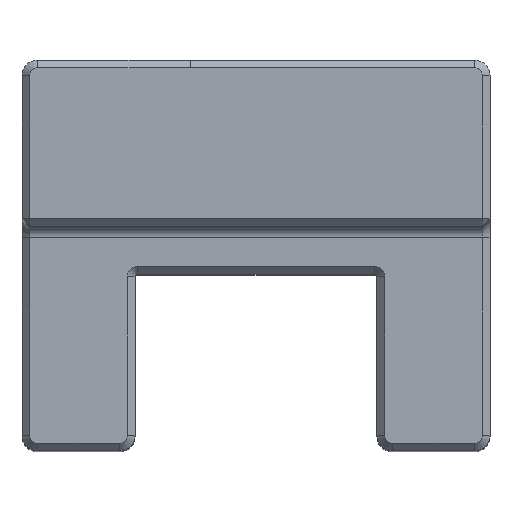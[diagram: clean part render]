
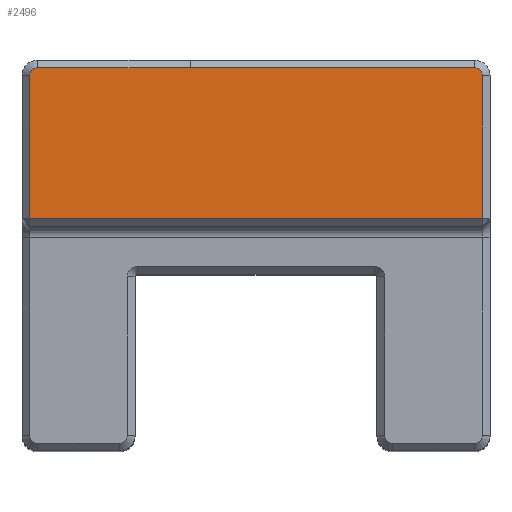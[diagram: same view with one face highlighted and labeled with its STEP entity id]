
A CAD part, top view. The second image highlights one B-rep face of the part: STEP entity #2496.
In plain terms, the highlighted planar face has unit normal (0, 0, 1).
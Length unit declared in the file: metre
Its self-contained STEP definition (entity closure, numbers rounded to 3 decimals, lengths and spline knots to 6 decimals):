
#79=CIRCLE('',#2683,0.0003);
#80=CIRCLE('',#2684,0.0003);
#251=ORIENTED_EDGE('',*,*,#971,.T.);
#252=ORIENTED_EDGE('',*,*,#972,.T.);
#253=ORIENTED_EDGE('',*,*,#973,.F.);
#254=ORIENTED_EDGE('',*,*,#974,.F.);
#255=ORIENTED_EDGE('',*,*,#975,.F.);
#256=ORIENTED_EDGE('',*,*,#976,.F.);
#257=ORIENTED_EDGE('',*,*,#977,.T.);
#971=EDGE_CURVE('',#1323,#1324,#79,.F.);
#972=EDGE_CURVE('',#1324,#1325,#1541,.T.);
#973=EDGE_CURVE('',#1326,#1325,#1542,.T.);
#974=EDGE_CURVE('',#1327,#1326,#1543,.T.);
#975=EDGE_CURVE('',#1328,#1327,#80,.F.);
#976=EDGE_CURVE('',#1329,#1328,#1544,.T.);
#977=EDGE_CURVE('',#1329,#1323,#1545,.T.);
#1323=VERTEX_POINT('',#3822);
#1324=VERTEX_POINT('',#3823);
#1325=VERTEX_POINT('',#3825);
#1326=VERTEX_POINT('',#3827);
#1327=VERTEX_POINT('',#3829);
#1328=VERTEX_POINT('',#3831);
#1329=VERTEX_POINT('',#3833);
#1541=LINE('',#3824,#1849);
#1542=LINE('',#3826,#1850);
#1543=LINE('',#3828,#1851);
#1544=LINE('',#3832,#1852);
#1545=LINE('',#3834,#1853);
#1849=VECTOR('',#3034,1.);
#1850=VECTOR('',#3035,1.);
#1851=VECTOR('',#3036,1.);
#1852=VECTOR('',#3039,1.);
#1853=VECTOR('',#3040,1.);
#2084=EDGE_LOOP('',(#251,#252,#253,#254,#255,#256,#257));
#2240=FACE_BOUND('',#2084,.T.);
#2382=PLANE('',#2682);
#2496=ADVANCED_FACE('',(#2240),#2382,.F.);
#2682=AXIS2_PLACEMENT_3D('',#3820,#3030,#3031);
#2683=AXIS2_PLACEMENT_3D('',#3821,#3032,#3033);
#2684=AXIS2_PLACEMENT_3D('',#3830,#3037,#3038);
#3030=DIRECTION('',(0.,0.,-1.));
#3031=DIRECTION('',(0.,1.,0.));
#3032=DIRECTION('',(0.,0.,-1.));
#3033=DIRECTION('',(0.,1.,0.));
#3034=DIRECTION('',(0.,-1.,0.));
#3035=DIRECTION('',(-1.,0.,0.));
#3036=DIRECTION('',(0.,-1.,0.));
#3037=DIRECTION('',(0.,0.,1.));
#3038=DIRECTION('',(0.,1.,0.));
#3039=DIRECTION('',(1.,0.,0.));
#3040=DIRECTION('',(-1.,0.,0.));
#3820=CARTESIAN_POINT('',(-0.009,0.0086,0.));
#3821=CARTESIAN_POINT('',(-0.0084,0.0144,0.));
#3822=CARTESIAN_POINT('',(-0.0084,0.0147,0.));
#3823=CARTESIAN_POINT('',(-0.0087,0.0144,0.));
#3824=CARTESIAN_POINT('',(-0.0087,0.0086,0.));
#3825=CARTESIAN_POINT('',(-0.0087,0.0089,0.));
#3826=CARTESIAN_POINT('',(-0.009,0.0089,0.));
#3827=CARTESIAN_POINT('',(0.0087,0.0089,0.));
#3828=CARTESIAN_POINT('',(0.0087,0.0086,0.));
#3829=CARTESIAN_POINT('',(0.0087,0.0144,0.));
#3830=CARTESIAN_POINT('',(0.0084,0.0144,0.));
#3831=CARTESIAN_POINT('',(0.0084,0.0147,0.));
#3832=CARTESIAN_POINT('',(-0.009,0.0147,0.));
#3833=CARTESIAN_POINT('',(-0.002528,0.0147,0.));
#3834=CARTESIAN_POINT('',(-0.009,0.0147,0.));
